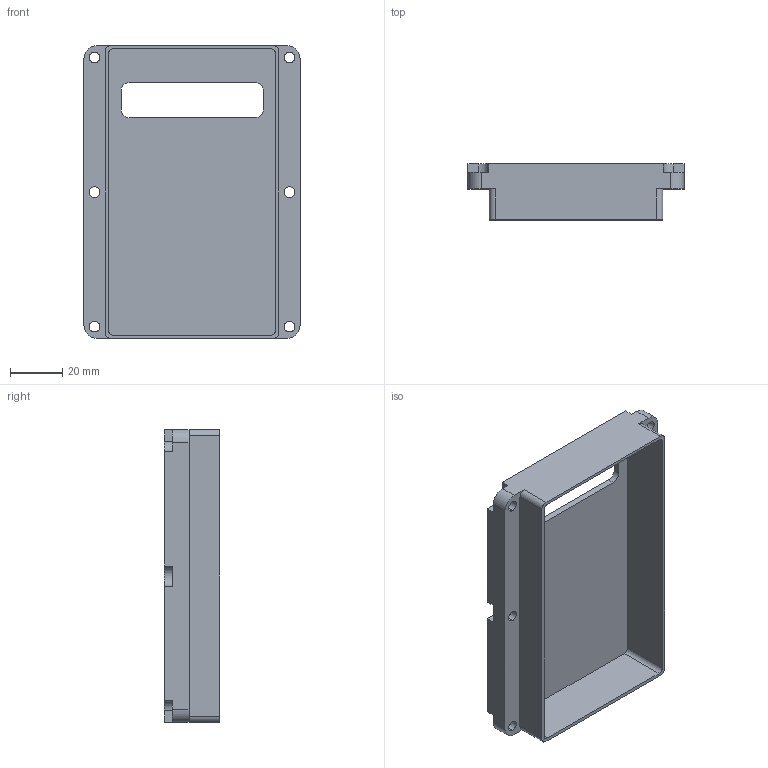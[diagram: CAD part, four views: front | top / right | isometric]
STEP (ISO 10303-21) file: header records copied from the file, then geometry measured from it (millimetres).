
FILE_DESCRIPTION (( 'STEP AP214' ), '1' );
FILE_NAME ('1006387D-ModFor3DPrint.stp', '2020-09-28T14:50:33', ( '' ), ( '' ), 'SwSTEP 2.0', 'SolidWorks 2019', '' );
FILE_SCHEMA (( 'AUTOMOTIVE_DESIGN' ));
Length unit declared in the file: inch
Products named in the file (1): 1006387D-ModFor3DPrint
Bounding box: 82.8 x 21.34 x 112.2 mm (x, y, z)
Volume: 41112.2 mm3; surface area: 32116.9 mm2
Topology: 1 solids, 1 shells, 71 faces, 204 edges, 136 vertices
Faces by surface type: plane 37, cylinder 34
Entity records: 2414 total; most frequent: DIRECTION 416, CARTESIAN_POINT 412, ORIENTED_EDGE 408, EDGE_CURVE 204, AXIS2_PLACEMENT_3D 140, LINE 136, VERTEX_POINT 136, VECTOR 136
